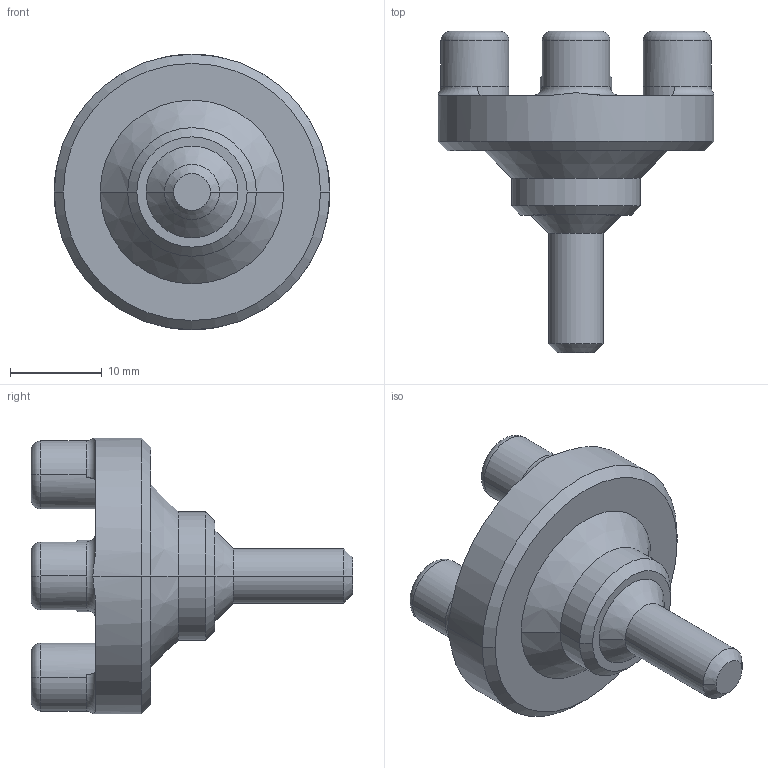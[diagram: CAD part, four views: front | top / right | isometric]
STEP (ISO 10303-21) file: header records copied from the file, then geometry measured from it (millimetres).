
FILE_DESCRIPTION((''),'2;1');
FILE_NAME('OBMP-TCU-1142','2023-10-09T18:04:53',('ccha425'),('Department of Mechanical Engineering, The University of Auckland'),'CREO PARAMETRIC BY PTC INC, 2017260','CREO PARAMETRIC BY PTC INC, 2017260','');
FILE_SCHEMA(('CONFIG_CONTROL_DESIGN'));
Length unit declared in the file: millimetre
Products named in the file (1): OBMP-TCU-1142
Bounding box: 30 x 35 x 30 mm (x, y, z)
Volume: 7267.9 mm3; surface area: 3043 mm2
Topology: 1 solids, 1 shells, 57 faces, 136 edges, 84 vertices
Faces by surface type: cylinder 24, cone 12, torus 12, plane 9
Entity records: 1792 total; most frequent: CARTESIAN_POINT 383, DIRECTION 322, ORIENTED_EDGE 272, AXIS2_PLACEMENT_3D 143, EDGE_CURVE 136, CIRCLE 86, VERTEX_POINT 84, EDGE_LOOP 60
